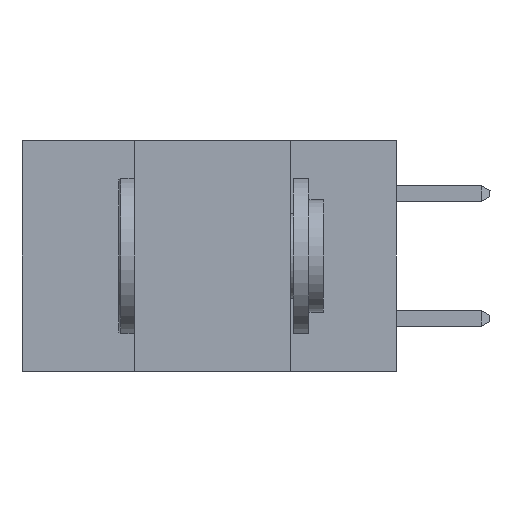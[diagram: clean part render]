
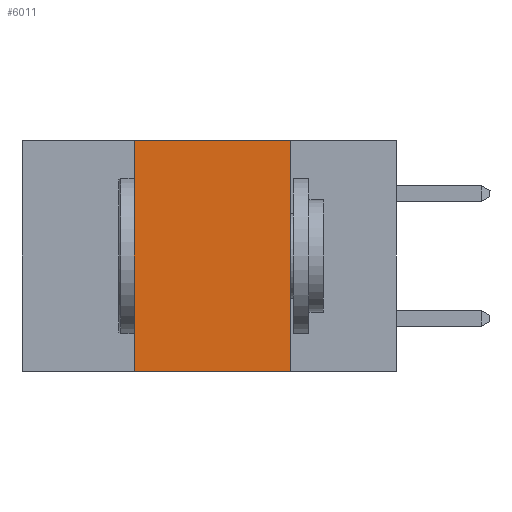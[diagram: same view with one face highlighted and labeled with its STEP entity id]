
A CAD part, left-side view. The second image highlights one B-rep face of the part: STEP entity #6011.
In plain terms, the highlighted planar face has unit normal (-1, 0, 0).
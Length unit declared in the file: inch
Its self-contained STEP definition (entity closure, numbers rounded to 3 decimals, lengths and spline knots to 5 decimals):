
#1520 = VERTEX_POINT ( 'NONE', #7400 ) ;
#1548 = CARTESIAN_POINT ( 'NONE',  ( 0., 0.42, 0. ) ) ;
#1703 = DIRECTION ( 'NONE',  ( 1., 0., 0. ) ) ;
#1924 = VECTOR ( 'NONE', #8789, 39.37008 ) ;
#2303 = CARTESIAN_POINT ( 'NONE',  ( 0., 0.6, 0. ) ) ;
#3337 = ORIENTED_EDGE ( 'NONE', *, *, #9848, .T. ) ;
#3768 = DIRECTION ( 'NONE',  ( 0., -1., 0. ) ) ;
#3778 = DIRECTION ( 'NONE',  ( 0., 0., -1. ) ) ;
#4296 = EDGE_LOOP ( 'NONE', ( #6875, #10182, #7204, #3337 ) ) ;
#4376 = CARTESIAN_POINT ( 'NONE',  ( 0., 0.17, 0. ) ) ;
#4542 = LINE ( 'NONE', #9742, #1924 ) ;
#4591 = VERTEX_POINT ( 'NONE', #4376 ) ;
#4971 = LINE ( 'NONE', #8645, #11423 ) ;
#5177 = EDGE_CURVE ( 'NONE', #10318, #8066, #8600, .T. ) ;
#5785 = EDGE_CURVE ( 'NONE', #8066, #4591, #6611, .T. ) ;
#6011 = ADVANCED_FACE ( 'NONE', ( #11844 ), #12540, .F. ) ;
#6352 = CARTESIAN_POINT ( 'NONE',  ( 0., 0.42, -0.37 ) ) ;
#6611 = LINE ( 'NONE', #2303, #9522 ) ;
#6644 = CARTESIAN_POINT ( 'NONE',  ( 0., 0.6, 0. ) ) ;
#6875 = ORIENTED_EDGE ( 'NONE', *, *, #8339, .F. ) ;
#7204 = ORIENTED_EDGE ( 'NONE', *, *, #5177, .F. ) ;
#7351 = VECTOR ( 'NONE', #7374, 39.37008 ) ;
#7374 = DIRECTION ( 'NONE',  ( 0., 0., 1. ) ) ;
#7400 = CARTESIAN_POINT ( 'NONE',  ( 0., 0.17, -0.37 ) ) ;
#8066 = VERTEX_POINT ( 'NONE', #9188 ) ;
#8339 = EDGE_CURVE ( 'NONE', #4591, #1520, #4542, .T. ) ;
#8600 = LINE ( 'NONE', #1548, #7351 ) ;
#8645 = CARTESIAN_POINT ( 'NONE',  ( 0., 0.6, -0.37 ) ) ;
#8789 = DIRECTION ( 'NONE',  ( 0., 0., -1. ) ) ;
#9176 = DIRECTION ( 'NONE',  ( 0., -1., 0. ) ) ;
#9188 = CARTESIAN_POINT ( 'NONE',  ( 0., 0.42, 0. ) ) ;
#9522 = VECTOR ( 'NONE', #9176, 39.37008 ) ;
#9742 = CARTESIAN_POINT ( 'NONE',  ( 0., 0.17, 0. ) ) ;
#9848 = EDGE_CURVE ( 'NONE', #10318, #1520, #4971, .T. ) ;
#10182 = ORIENTED_EDGE ( 'NONE', *, *, #5785, .F. ) ;
#10318 = VERTEX_POINT ( 'NONE', #6352 ) ;
#10380 = AXIS2_PLACEMENT_3D ( 'NONE', #6644, #1703, #3778 ) ;
#11423 = VECTOR ( 'NONE', #3768, 39.37008 ) ;
#11844 = FACE_OUTER_BOUND ( 'NONE', #4296, .T. ) ;
#12540 = PLANE ( 'NONE',  #10380 ) ;
